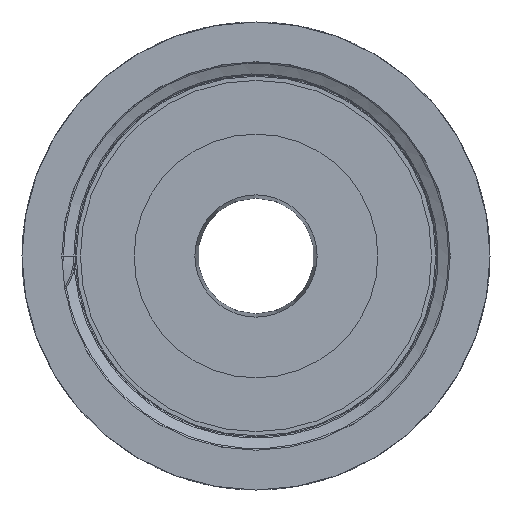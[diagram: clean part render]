
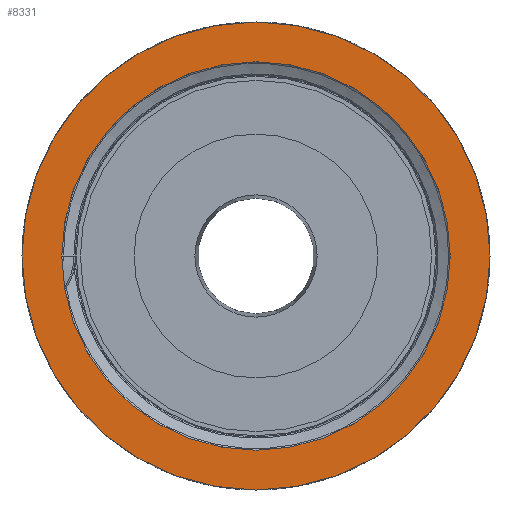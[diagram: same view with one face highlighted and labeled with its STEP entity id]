
A CAD part, left-side view. The second image highlights one B-rep face of the part: STEP entity #8331.
In plain terms, the highlighted planar face has unit normal (-1, 0, 0).
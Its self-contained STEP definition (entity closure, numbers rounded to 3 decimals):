
#1612 = CARTESIAN_POINT ( 'NONE',  ( 0., 0., 0. ) ) ;
#1613 = DIRECTION ( 'NONE',  ( -1., 0., 0. ) ) ;
#1614 = DIRECTION ( 'NONE',  ( 0., 0., 1. ) ) ;
#3869 = CARTESIAN_POINT ( 'NONE',  ( 0., 0., 0. ) ) ;
#3870 = DIRECTION ( 'NONE',  ( -1., 0., 0. ) ) ;
#3871 = DIRECTION ( 'NONE',  ( 0., 0., 1. ) ) ;
#4282 = ORIENTED_EDGE ( 'NONE', *, *, #8771, .F. ) ;
#4283 = ORIENTED_EDGE ( 'NONE', *, *, #8749, .F. ) ;
#4284 = ORIENTED_EDGE ( 'NONE', *, *, #8310, .T. ) ;
#4285 = ORIENTED_EDGE ( 'NONE', *, *, #8434, .T. ) ;
#4544 = EDGE_LOOP ( 'NONE', ( #4284, #4285 ) ) ;
#4546 = EDGE_LOOP ( 'NONE', ( #4282, #4283 ) ) ;
#5300 = CIRCLE ( 'NONE', #5302, 25.25 ) ;
#5302 = AXIS2_PLACEMENT_3D ( 'NONE', #7083, #7084, #7085 ) ;
#5658 = CIRCLE ( 'NONE', #5660, 20.955 ) ;
#5660 = AXIS2_PLACEMENT_3D ( 'NONE', #1612, #1613, #1614 ) ;
#5661 = CIRCLE ( 'NONE', #5662, 20.955 ) ;
#5662 = AXIS2_PLACEMENT_3D ( 'NONE', #3869, #3870, #3871 ) ;
#6035 = CARTESIAN_POINT ( 'NONE',  ( 0., 0., 0. ) ) ;
#6036 = DIRECTION ( 'NONE',  ( -1., 0., 0. ) ) ;
#6037 = DIRECTION ( 'NONE',  ( 0., 0., 1. ) ) ;
#6130 = CARTESIAN_POINT ( 'NONE',  ( 0., 0., -20.955 ) ) ;
#6135 = FACE_OUTER_BOUND ( 'NONE', #4544, .T. ) ;
#6139 = FACE_BOUND ( 'NONE', #4546, .T. ) ;
#6140 = PLANE ( 'NONE',  #7368 ) ;
#6142 = DIRECTION ( 'NONE',  ( 1., 0., 0. ) ) ;
#6143 = DIRECTION ( 'NONE',  ( 0., 0., -1. ) ) ;
#6355 = VERTEX_POINT ( 'NONE', #7929 ) ;
#6365 = VERTEX_POINT ( 'NONE', #7938 ) ;
#7083 = CARTESIAN_POINT ( 'NONE',  ( 0., 0., 0. ) ) ;
#7084 = DIRECTION ( 'NONE',  ( -1., 0., 0. ) ) ;
#7085 = DIRECTION ( 'NONE',  ( 0., 0., 1. ) ) ;
#7368 = AXIS2_PLACEMENT_3D ( 'NONE', #6130, #6142, #6143 ) ;
#7466 = AXIS2_PLACEMENT_3D ( 'NONE', #6035, #6036, #6037 ) ;
#7476 = CIRCLE ( 'NONE', #7466, 25.25 ) ;
#7718 = VERTEX_POINT ( 'NONE', #8092 ) ;
#7735 = VERTEX_POINT ( 'NONE', #8109 ) ;
#7929 = CARTESIAN_POINT ( 'NONE',  ( 0., 0., 20.955 ) ) ;
#7938 = CARTESIAN_POINT ( 'NONE',  ( 0., 0., -20.955 ) ) ;
#8092 = CARTESIAN_POINT ( 'NONE',  ( 0., 0., -25.25 ) ) ;
#8109 = CARTESIAN_POINT ( 'NONE',  ( 0., 0., 25.25 ) ) ;
#8310 = EDGE_CURVE ( 'NONE', #7735, #7718, #7476, .T. ) ;
#8331 = ADVANCED_FACE ( 'NONE', ( #6139, #6135 ), #6140, .F. ) ;
#8434 = EDGE_CURVE ( 'NONE', #7718, #7735, #5300, .T. ) ;
#8749 = EDGE_CURVE ( 'NONE', #6365, #6355, #5658, .T. ) ;
#8771 = EDGE_CURVE ( 'NONE', #6355, #6365, #5661, .T. ) ;
